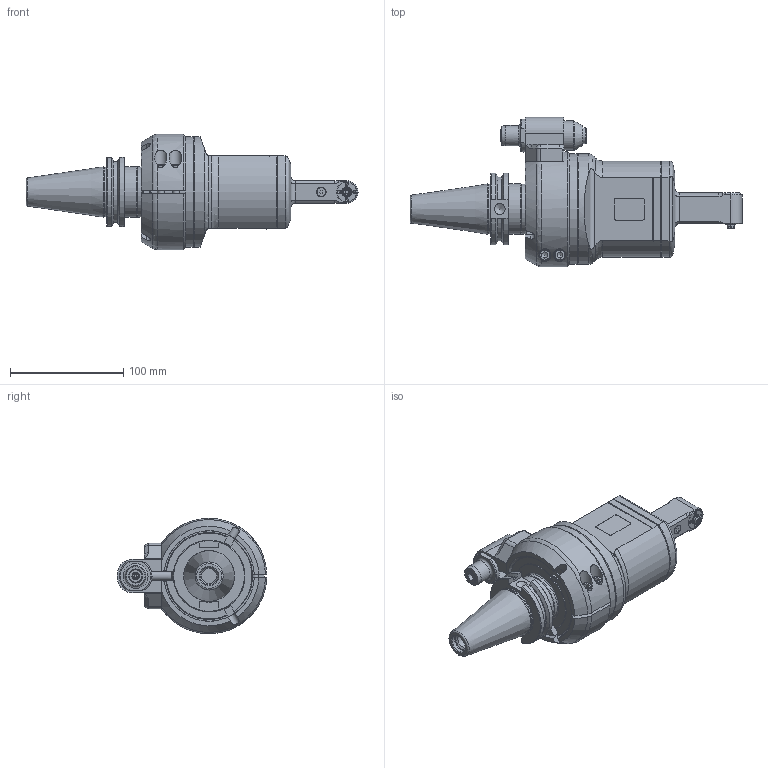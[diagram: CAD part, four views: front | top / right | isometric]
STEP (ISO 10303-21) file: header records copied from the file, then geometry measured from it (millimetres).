
FILE_DESCRIPTION(/* description */ (''),/* implementation_level */ '2;1');
FILE_NAME(/* name */ '9.FS9.03000-1C40.stp',/* time_stamp */ '2025-12-17T12:09:30-05:00',/* author */ ('jkrenzer'),/* organization */ (''),/* preprocessor_version */ 'ST-DEVELOPER v20',/* originating_system */ 'Autodesk Inventor 2025',/* authorisation */ '');
FILE_SCHEMA (('AUTOMOTIVE_DESIGN { 1 0 10303 214 3 1 1 }'));
Products named in the file (8): 9.FS9.03000-1C40; 9.FS9.03000; 9_GA1_446_2_1_C40; 9FL1ATC; 9F18T165_ASM; 9F18T165A; 9F18T100; 9CT401ATC
Assembly tree (7 placements, depth 4):
  9.FS9.03000-1C40
    9.FS9.03000
    9_GA1_446_2_1_C40
      9FL1ATC
      9F18T165_ASM
        9F18T165A
        9F18T100
      9CT401ATC
Bounding box: 293.74 x 132.23 x 101.99 mm (x, y, z)
Volume: 989540 mm3; surface area: 138959.4 mm2
Topology: 5 solids, 7 shells, 497 faces, 1248 edges, 807 vertices
Faces by surface type: plane 235, cylinder 129, cone 94, torus 31, bspline 6, sphere 2
Full cylindrical faces by diameter (mm): 2.5 x3, 2.6 x6, 3 x3, 4.2 x2, 5 x2, 6 x4, 6.5 x1, 7 x1, 8 x3, 8.5 x2, 9 x1, 9.1 x1, 9.525 x1, 10 x4, 10.4 x2, 11 x2, 12 x2, 12.5 x1, 13.376 x1, 14 x1, 16.281 x1, 16.8 x1, 18 x1, 26 x1, 27 x1, 38 x2, 40 x1, 43.85 x1, 44.4 x1, 44.45 x1
Entity records: 45862 total; most frequent: CARTESIAN_POINT 33584, ORIENTED_EDGE 2468, DIRECTION 2410, EDGE_CURVE 1234, AXIS2_PLACEMENT_3D 916, VERTEX_POINT 807, LINE 578, VECTOR 578
